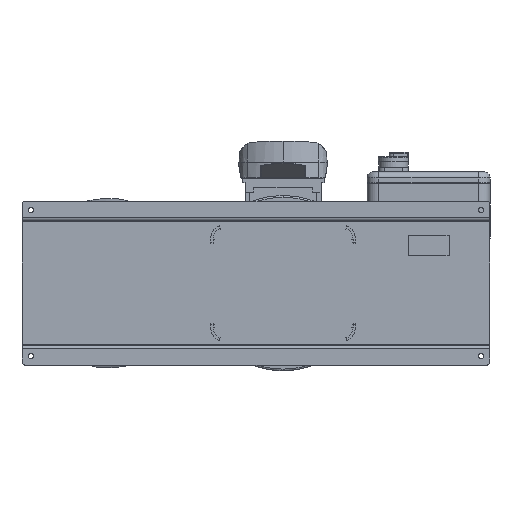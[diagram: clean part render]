
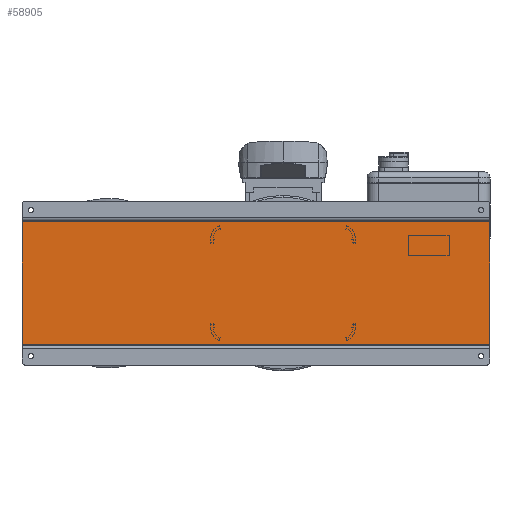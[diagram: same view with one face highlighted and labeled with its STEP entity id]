
A CAD part, front view. The second image highlights one B-rep face of the part: STEP entity #58905.
In plain terms, the highlighted planar face has unit normal (0, -1, 0).
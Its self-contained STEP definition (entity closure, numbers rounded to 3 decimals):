
#634 = VERTEX_POINT ( 'NONE', #80077 ) ;
#10081 = DIRECTION ( 'NONE',  ( 0., 0., 1. ) ) ;
#13170 = ORIENTED_EDGE ( 'NONE', *, *, #84880, .F. ) ;
#13779 = PLANE ( 'NONE',  #28123 ) ;
#20187 = CARTESIAN_POINT ( 'NONE',  ( -400., 51., 105. ) ) ;
#23281 = CARTESIAN_POINT ( 'NONE',  ( -400., 51., -105. ) ) ;
#23755 = VECTOR ( 'NONE', #81005, 1000. ) ;
#25927 = ORIENTED_EDGE ( 'NONE', *, *, #71984, .F. ) ;
#28123 = AXIS2_PLACEMENT_3D ( 'NONE', #58697, #78431, #10081 ) ;
#32120 = LINE ( 'NONE', #87618, #75947 ) ;
#36352 = CARTESIAN_POINT ( 'NONE',  ( 400., 51., -105. ) ) ;
#39001 = DIRECTION ( 'NONE',  ( -1., 0., 0. ) ) ;
#40572 = CARTESIAN_POINT ( 'NONE',  ( 400., 51., 105. ) ) ;
#41404 = CARTESIAN_POINT ( 'NONE',  ( -400., 51., -105. ) ) ;
#42865 = ORIENTED_EDGE ( 'NONE', *, *, #58101, .T. ) ;
#58101 = EDGE_CURVE ( 'NONE', #67300, #87866, #80116, .T. ) ;
#58697 = CARTESIAN_POINT ( 'NONE',  ( 400., 51., -105. ) ) ;
#58905 = ADVANCED_FACE ( 'NONE', ( #76633 ), #13779, .F. ) ;
#59687 = VERTEX_POINT ( 'NONE', #88034 ) ;
#61817 = ORIENTED_EDGE ( 'NONE', *, *, #63421, .T. ) ;
#63421 = EDGE_CURVE ( 'NONE', #634, #67300, #32120, .T. ) ;
#64272 = DIRECTION ( 'NONE',  ( -1., 0., 0. ) ) ;
#67300 = VERTEX_POINT ( 'NONE', #20187 ) ;
#70276 = LINE ( 'NONE', #36352, #85183 ) ;
#71984 = EDGE_CURVE ( 'NONE', #59687, #87866, #70276, .T. ) ;
#75395 = VECTOR ( 'NONE', #75896, 1000. ) ;
#75896 = DIRECTION ( 'NONE',  ( 0., 0., -1. ) ) ;
#75947 = VECTOR ( 'NONE', #39001, 1000. ) ;
#76633 = FACE_OUTER_BOUND ( 'NONE', #76736, .T. ) ;
#76736 = EDGE_LOOP ( 'NONE', ( #42865, #25927, #13170, #61817 ) ) ;
#78431 = DIRECTION ( 'NONE',  ( 0., 1., 0. ) ) ;
#80077 = CARTESIAN_POINT ( 'NONE',  ( 400., 51., 105. ) ) ;
#80116 = LINE ( 'NONE', #23281, #23755 ) ;
#81005 = DIRECTION ( 'NONE',  ( 0., 0., -1. ) ) ;
#84880 = EDGE_CURVE ( 'NONE', #634, #59687, #90131, .T. ) ;
#85183 = VECTOR ( 'NONE', #64272, 1000. ) ;
#87618 = CARTESIAN_POINT ( 'NONE',  ( 400., 51., 105. ) ) ;
#87866 = VERTEX_POINT ( 'NONE', #41404 ) ;
#88034 = CARTESIAN_POINT ( 'NONE',  ( 400., 51., -105. ) ) ;
#90131 = LINE ( 'NONE', #40572, #75395 ) ;
